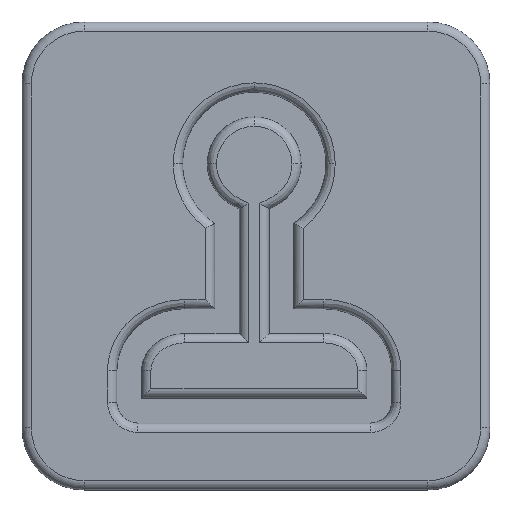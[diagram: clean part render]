
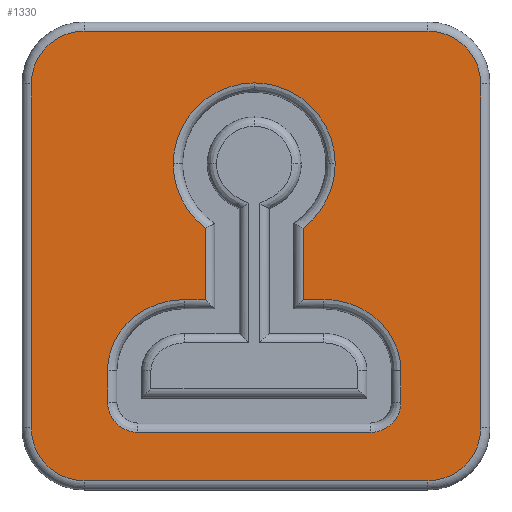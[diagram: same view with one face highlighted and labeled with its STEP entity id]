
A CAD part, top view. The second image highlights one B-rep face of the part: STEP entity #1330.
In plain terms, the highlighted planar face has unit normal (0, 0, 1).
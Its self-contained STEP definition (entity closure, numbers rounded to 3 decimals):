
#19=FACE_BOUND('',#311,.T.);
#69=B_SPLINE_CURVE_WITH_KNOTS('',3,(#2410,#2411,#2412,#2413),
 .UNSPECIFIED.,.F.,.F.,(4,4),(-0.257,-0.016),
 .UNSPECIFIED.);
#72=B_SPLINE_CURVE_WITH_KNOTS('',3,(#2503,#2504,#2505,#2506,#2507),
 .UNSPECIFIED.,.F.,.F.,(4,1,4),(-0.376,-0.215,0.),
 .UNSPECIFIED.);
#74=B_SPLINE_CURVE_WITH_KNOTS('',3,(#2547,#2548,#2549,#2550,#2551),
 .UNSPECIFIED.,.F.,.F.,(4,1,4),(-0.153,-0.066,
0.),.UNSPECIFIED.);
#76=B_SPLINE_CURVE_WITH_KNOTS('',3,(#2591,#2592,#2593,#2594,#2595),
 .UNSPECIFIED.,.F.,.F.,(4,1,4),(-0.153,-0.066,
0.),.UNSPECIFIED.);
#78=B_SPLINE_CURVE_WITH_KNOTS('',3,(#2640,#2641,#2642,#2643,#2644,#2645),
 .UNSPECIFIED.,.F.,.F.,(4,1,1,4),(-0.376,-0.215,-0.107,
0.),.UNSPECIFIED.);
#81=B_SPLINE_CURVE_WITH_KNOTS('',3,(#2728,#2729,#2730,#2731,#2732),
 .UNSPECIFIED.,.F.,.F.,(4,1,4),(-0.411,-0.176,0.),
 .UNSPECIFIED.);
#83=B_SPLINE_CURVE_WITH_KNOTS('',3,(#2766,#2767,#2768,#2769,#2770),
 .UNSPECIFIED.,.F.,.F.,(4,1,4),(-0.411,-0.176,0.),
 .UNSPECIFIED.);
#85=B_SPLINE_CURVE_WITH_KNOTS('',3,(#2796,#2797,#2798,#2799),
 .UNSPECIFIED.,.F.,.F.,(4,4),(-0.24,0.),
 .UNSPECIFIED.);
#151=CIRCLE('',#1439,1.7);
#152=CIRCLE('',#1440,1.7);
#153=CIRCLE('',#1441,1.7);
#154=CIRCLE('',#1442,1.7);
#226=FACE_OUTER_BOUND('',#310,.T.);
#310=EDGE_LOOP('',(#1096,#1097,#1098,#1099,#1100,#1101,#1102,#1103));
#311=EDGE_LOOP('',(#1104,#1105,#1106,#1107,#1108,#1109,#1110,#1111,#1112,
#1113,#1114,#1115,#1116,#1117,#1118));
#386=LINE('',#2456,#488);
#389=LINE('',#2467,#491);
#391=LINE('',#2518,#493);
#392=LINE('',#2561,#494);
#394=LINE('',#2605,#496);
#396=LINE('',#2653,#498);
#399=LINE('',#2659,#501);
#413=LINE('',#2883,#515);
#414=LINE('',#2887,#516);
#415=LINE('',#2891,#517);
#416=LINE('',#2894,#518);
#488=VECTOR('',#1615,10.);
#491=VECTOR('',#1624,10.);
#493=VECTOR('',#1632,10.);
#494=VECTOR('',#1639,10.);
#496=VECTOR('',#1647,10.);
#498=VECTOR('',#1653,10.);
#501=VECTOR('',#1658,10.);
#515=VECTOR('',#1688,10.);
#516=VECTOR('',#1691,10.);
#517=VECTOR('',#1694,10.);
#518=VECTOR('',#1697,10.);
#600=VERTEX_POINT('',#2407);
#601=VERTEX_POINT('',#2409);
#602=VERTEX_POINT('',#2455);
#606=VERTEX_POINT('',#2464);
#607=VERTEX_POINT('',#2466);
#609=VERTEX_POINT('',#2495);
#611=VERTEX_POINT('',#2516);
#613=VERTEX_POINT('',#2545);
#615=VERTEX_POINT('',#2559);
#617=VERTEX_POINT('',#2589);
#619=VERTEX_POINT('',#2603);
#621=VERTEX_POINT('',#2638);
#623=VERTEX_POINT('',#2658);
#625=VERTEX_POINT('',#2726);
#627=VERTEX_POINT('',#2764);
#637=VERTEX_POINT('',#2879);
#638=VERTEX_POINT('',#2880);
#639=VERTEX_POINT('',#2882);
#640=VERTEX_POINT('',#2884);
#641=VERTEX_POINT('',#2886);
#642=VERTEX_POINT('',#2888);
#643=VERTEX_POINT('',#2890);
#644=VERTEX_POINT('',#2892);
#748=EDGE_CURVE('',#600,#601,#69,.T.);
#750=EDGE_CURVE('',#601,#602,#386,.T.);
#755=EDGE_CURVE('',#606,#607,#389,.T.);
#758=EDGE_CURVE('',#609,#606,#72,.T.);
#762=EDGE_CURVE('',#611,#609,#391,.T.);
#764=EDGE_CURVE('',#613,#611,#74,.T.);
#767=EDGE_CURVE('',#615,#613,#392,.T.);
#770=EDGE_CURVE('',#617,#615,#76,.T.);
#773=EDGE_CURVE('',#619,#617,#394,.T.);
#776=EDGE_CURVE('',#621,#619,#78,.T.);
#778=EDGE_CURVE('',#602,#621,#396,.T.);
#781=EDGE_CURVE('',#607,#623,#399,.T.);
#784=EDGE_CURVE('',#625,#600,#81,.T.);
#787=EDGE_CURVE('',#627,#625,#83,.T.);
#789=EDGE_CURVE('',#623,#627,#85,.T.);
#808=EDGE_CURVE('',#637,#638,#151,.T.);
#809=EDGE_CURVE('',#639,#637,#413,.T.);
#810=EDGE_CURVE('',#640,#639,#152,.T.);
#811=EDGE_CURVE('',#641,#640,#414,.T.);
#812=EDGE_CURVE('',#642,#641,#153,.T.);
#813=EDGE_CURVE('',#643,#642,#415,.T.);
#814=EDGE_CURVE('',#644,#643,#154,.T.);
#815=EDGE_CURVE('',#638,#644,#416,.T.);
#1096=ORIENTED_EDGE('',*,*,#808,.F.);
#1097=ORIENTED_EDGE('',*,*,#809,.F.);
#1098=ORIENTED_EDGE('',*,*,#810,.F.);
#1099=ORIENTED_EDGE('',*,*,#811,.F.);
#1100=ORIENTED_EDGE('',*,*,#812,.F.);
#1101=ORIENTED_EDGE('',*,*,#813,.F.);
#1102=ORIENTED_EDGE('',*,*,#814,.F.);
#1103=ORIENTED_EDGE('',*,*,#815,.F.);
#1104=ORIENTED_EDGE('',*,*,#755,.F.);
#1105=ORIENTED_EDGE('',*,*,#758,.F.);
#1106=ORIENTED_EDGE('',*,*,#762,.F.);
#1107=ORIENTED_EDGE('',*,*,#764,.F.);
#1108=ORIENTED_EDGE('',*,*,#767,.F.);
#1109=ORIENTED_EDGE('',*,*,#770,.F.);
#1110=ORIENTED_EDGE('',*,*,#773,.F.);
#1111=ORIENTED_EDGE('',*,*,#776,.F.);
#1112=ORIENTED_EDGE('',*,*,#778,.F.);
#1113=ORIENTED_EDGE('',*,*,#750,.F.);
#1114=ORIENTED_EDGE('',*,*,#748,.F.);
#1115=ORIENTED_EDGE('',*,*,#784,.F.);
#1116=ORIENTED_EDGE('',*,*,#787,.F.);
#1117=ORIENTED_EDGE('',*,*,#789,.F.);
#1118=ORIENTED_EDGE('',*,*,#781,.F.);
#1261=PLANE('',#1438);
#1330=ADVANCED_FACE('',(#226,#19),#1261,.T.);
#1438=AXIS2_PLACEMENT_3D('',#2878,#1684,#1685);
#1439=AXIS2_PLACEMENT_3D('',#2881,#1686,#1687);
#1440=AXIS2_PLACEMENT_3D('',#2885,#1689,#1690);
#1441=AXIS2_PLACEMENT_3D('',#2889,#1692,#1693);
#1442=AXIS2_PLACEMENT_3D('',#2893,#1695,#1696);
#1615=DIRECTION('',(0.,-1.,0.));
#1624=DIRECTION('',(-1.,0.,0.));
#1632=DIRECTION('',(0.,1.,0.));
#1639=DIRECTION('',(1.,0.,0.));
#1647=DIRECTION('',(0.,-1.,0.));
#1653=DIRECTION('',(-1.,0.,0.));
#1658=DIRECTION('',(0.,1.,0.));
#1684=DIRECTION('center_axis',(0.,0.,1.));
#1685=DIRECTION('ref_axis',(1.,0.,0.));
#1686=DIRECTION('center_axis',(0.,0.,-1.));
#1687=DIRECTION('ref_axis',(0.707,0.707,0.));
#1688=DIRECTION('',(1.,0.,0.));
#1689=DIRECTION('center_axis',(0.,0.,-1.));
#1690=DIRECTION('ref_axis',(-0.707,0.707,0.));
#1691=DIRECTION('',(0.,1.,0.));
#1692=DIRECTION('center_axis',(0.,0.,-1.));
#1693=DIRECTION('ref_axis',(-0.707,-0.707,0.));
#1694=DIRECTION('',(-1.,0.,0.));
#1695=DIRECTION('center_axis',(0.,0.,-1.));
#1696=DIRECTION('ref_axis',(0.707,-0.707,0.));
#1697=DIRECTION('',(0.,-1.,0.));
#2407=CARTESIAN_POINT('',(4.88,10.52,0.));
#2409=CARTESIAN_POINT('',(5.914,8.44,0.));
#2410=CARTESIAN_POINT('Ctrl Pts',(4.88,10.52,0.));
#2411=CARTESIAN_POINT('Ctrl Pts',(4.88,9.718,0.));
#2412=CARTESIAN_POINT('Ctrl Pts',(5.278,8.928,0.));
#2413=CARTESIAN_POINT('Ctrl Pts',(5.914,8.44,0.));
#2455=CARTESIAN_POINT('',(5.914,6.145,0.));
#2456=CARTESIAN_POINT('',(5.914,6.697,0.));
#2464=CARTESIAN_POINT('',(9.744,6.145,0.));
#2466=CARTESIAN_POINT('',(9.073,6.145,0.));
#2467=CARTESIAN_POINT('',(8.162,6.145,0.));
#2495=CARTESIAN_POINT('',(12.226,3.842,0.));
#2503=CARTESIAN_POINT('Ctrl Pts',(12.226,3.842,0.));
#2504=CARTESIAN_POINT('Ctrl Pts',(12.227,4.379,0.));
#2505=CARTESIAN_POINT('Ctrl Pts',(11.723,5.62,0.));
#2506=CARTESIAN_POINT('Ctrl Pts',(10.46,6.145,0.));
#2507=CARTESIAN_POINT('Ctrl Pts',(9.744,6.145,0.));
#2516=CARTESIAN_POINT('',(12.226,2.834,0.));
#2518=CARTESIAN_POINT('',(12.226,5.696,0.));
#2545=CARTESIAN_POINT('',(11.252,1.86,0.));
#2547=CARTESIAN_POINT('Ctrl Pts',(11.252,1.86,0.));
#2548=CARTESIAN_POINT('Ctrl Pts',(11.544,1.86,0.));
#2549=CARTESIAN_POINT('Ctrl Pts',(12.048,2.104,0.));
#2550=CARTESIAN_POINT('Ctrl Pts',(12.226,2.615,0.));
#2551=CARTESIAN_POINT('Ctrl Pts',(12.226,2.834,0.));
#2559=CARTESIAN_POINT('',(3.733,1.86,0.));
#2561=CARTESIAN_POINT('',(9.401,1.86,0.));
#2589=CARTESIAN_POINT('',(2.759,2.834,0.));
#2591=CARTESIAN_POINT('Ctrl Pts',(2.759,2.834,0.));
#2592=CARTESIAN_POINT('Ctrl Pts',(2.759,2.542,0.));
#2593=CARTESIAN_POINT('Ctrl Pts',(3.003,2.038,0.));
#2594=CARTESIAN_POINT('Ctrl Pts',(3.514,1.86,0.));
#2595=CARTESIAN_POINT('Ctrl Pts',(3.733,1.86,0.));
#2603=CARTESIAN_POINT('',(2.759,3.843,0.));
#2605=CARTESIAN_POINT('',(2.759,5.192,0.));
#2638=CARTESIAN_POINT('',(5.243,6.145,0.));
#2640=CARTESIAN_POINT('Ctrl Pts',(5.243,6.145,0.));
#2641=CARTESIAN_POINT('Ctrl Pts',(4.706,6.145,0.));
#2642=CARTESIAN_POINT('Ctrl Pts',(3.81,5.869,0.));
#2643=CARTESIAN_POINT('Ctrl Pts',(2.945,4.915,0.));
#2644=CARTESIAN_POINT('Ctrl Pts',(2.759,4.201,0.));
#2645=CARTESIAN_POINT('Ctrl Pts',(2.759,3.843,0.));
#2653=CARTESIAN_POINT('',(6.397,6.145,0.));
#2658=CARTESIAN_POINT('',(9.073,8.443,0.));
#2659=CARTESIAN_POINT('',(9.073,8.074,0.));
#2726=CARTESIAN_POINT('',(7.494,13.135,0.));
#2728=CARTESIAN_POINT('Ctrl Pts',(7.494,13.135,0.));
#2729=CARTESIAN_POINT('Ctrl Pts',(6.712,13.135,0.));
#2730=CARTESIAN_POINT('Ctrl Pts',(5.36,12.477,0.));
#2731=CARTESIAN_POINT('Ctrl Pts',(4.88,11.107,0.));
#2732=CARTESIAN_POINT('Ctrl Pts',(4.88,10.52,0.));
#2764=CARTESIAN_POINT('',(10.107,10.519,0.));
#2766=CARTESIAN_POINT('Ctrl Pts',(10.107,10.519,0.));
#2767=CARTESIAN_POINT('Ctrl Pts',(10.109,11.302,0.));
#2768=CARTESIAN_POINT('Ctrl Pts',(9.451,12.655,0.));
#2769=CARTESIAN_POINT('Ctrl Pts',(8.081,13.135,0.));
#2770=CARTESIAN_POINT('Ctrl Pts',(7.494,13.135,0.));
#2796=CARTESIAN_POINT('Ctrl Pts',(9.073,8.443,0.));
#2797=CARTESIAN_POINT('Ctrl Pts',(9.709,8.929,0.));
#2798=CARTESIAN_POINT('Ctrl Pts',(10.107,9.718,0.));
#2799=CARTESIAN_POINT('Ctrl Pts',(10.107,10.519,0.));
#2878=CARTESIAN_POINT('Origin',(7.55,7.55,0.));
#2879=CARTESIAN_POINT('',(13.1,14.8,0.));
#2880=CARTESIAN_POINT('',(14.8,13.1,0.));
#2881=CARTESIAN_POINT('Origin',(13.1,13.1,0.));
#2882=CARTESIAN_POINT('',(2.,14.8,0.));
#2883=CARTESIAN_POINT('',(3.775,14.8,0.));
#2884=CARTESIAN_POINT('',(0.3,13.1,0.));
#2885=CARTESIAN_POINT('Origin',(2.,13.1,0.));
#2886=CARTESIAN_POINT('',(0.3,2.,0.));
#2887=CARTESIAN_POINT('',(0.3,3.775,0.));
#2888=CARTESIAN_POINT('',(2.,0.3,0.));
#2889=CARTESIAN_POINT('Origin',(2.,2.,0.));
#2890=CARTESIAN_POINT('',(13.1,0.3,0.));
#2891=CARTESIAN_POINT('',(11.325,0.3,0.));
#2892=CARTESIAN_POINT('',(14.8,2.,0.));
#2893=CARTESIAN_POINT('Origin',(13.1,2.,0.));
#2894=CARTESIAN_POINT('',(14.8,11.325,0.));
